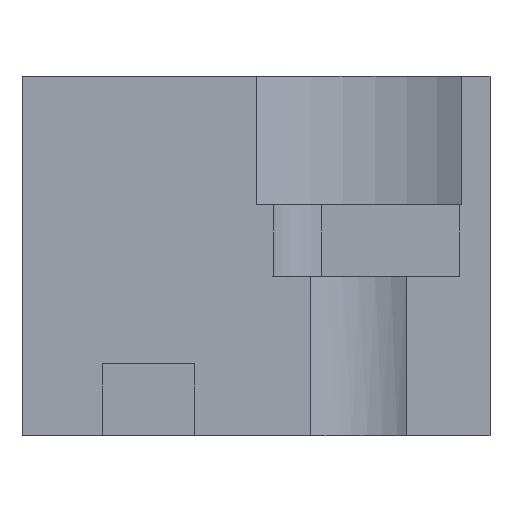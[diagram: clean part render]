
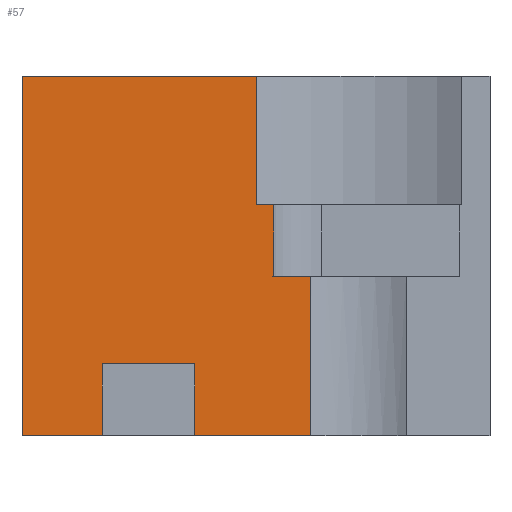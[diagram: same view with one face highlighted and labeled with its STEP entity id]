
A CAD part, front view. The second image highlights one B-rep face of the part: STEP entity #57.
In plain terms, the highlighted planar face has unit normal (0, -1, 0).
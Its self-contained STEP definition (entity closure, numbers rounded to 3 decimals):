
#5 = DIRECTION ( 'NONE',  ( 0., 0., 1. ) ) ;
#16 = DIRECTION ( 'NONE',  ( 0., 0., -1. ) ) ;
#17 = ORIENTED_EDGE ( 'NONE', *, *, #677, .T. ) ;
#21 = CARTESIAN_POINT ( 'NONE',  ( -88.329, -75.492, 0. ) ) ;
#24 = VECTOR ( 'NONE', #791, 1000. ) ;
#41 = VERTEX_POINT ( 'NONE', #1190 ) ;
#51 = CARTESIAN_POINT ( 'NONE',  ( 0., -75.492, 31. ) ) ;
#56 = VERTEX_POINT ( 'NONE', #842 ) ;
#57 = ADVANCED_FACE ( 'NONE', ( #915 ), #1101, .T. ) ;
#58 = CARTESIAN_POINT ( 'NONE',  ( -2.664, -75.492, 45. ) ) ;
#61 = DIRECTION ( 'NONE',  ( -1., 0., 0. ) ) ;
#62 = ORIENTED_EDGE ( 'NONE', *, *, #214, .T. ) ;
#86 = EDGE_CURVE ( 'NONE', #1053, #56, #1105, .T. ) ;
#94 = EDGE_CURVE ( 'NONE', #686, #767, #568, .T. ) ;
#96 = DIRECTION ( 'NONE',  ( 1., 0., 0. ) ) ;
#116 = VERTEX_POINT ( 'NONE', #206 ) ;
#117 = VECTOR ( 'NONE', #16, 1000. ) ;
#131 = DIRECTION ( 'NONE',  ( -1., 0., 0. ) ) ;
#178 = ORIENTED_EDGE ( 'NONE', *, *, #464, .F. ) ;
#182 = CARTESIAN_POINT ( 'NONE',  ( -39.217, -75.492, 31. ) ) ;
#187 = LINE ( 'NONE', #1034, #764 ) ;
#192 = DIRECTION ( 'NONE',  ( 1., 0., 0. ) ) ;
#193 = CARTESIAN_POINT ( 'NONE',  ( -42.672, -75.492, 45. ) ) ;
#206 = CARTESIAN_POINT ( 'NONE',  ( -72.668, -75.492, 0. ) ) ;
#209 = ORIENTED_EDGE ( 'NONE', *, *, #533, .T. ) ;
#214 = EDGE_CURVE ( 'NONE', #503, #116, #187, .T. ) ;
#215 = CARTESIAN_POINT ( 'NONE',  ( -54.668, -75.492, 32.517 ) ) ;
#261 = ORIENTED_EDGE ( 'NONE', *, *, #86, .T. ) ;
#284 = CARTESIAN_POINT ( 'NONE',  ( -72.668, -75.492, 14. ) ) ;
#291 = CARTESIAN_POINT ( 'NONE',  ( -42.672, -75.492, 70. ) ) ;
#311 = ORIENTED_EDGE ( 'NONE', *, *, #716, .F. ) ;
#319 = VECTOR ( 'NONE', #192, 1000. ) ;
#321 = CARTESIAN_POINT ( 'NONE',  ( -88.329, -75.492, 70. ) ) ;
#338 = ORIENTED_EDGE ( 'NONE', *, *, #928, .T. ) ;
#342 = CARTESIAN_POINT ( 'NONE',  ( -88.329, -75.492, 70. ) ) ;
#345 = LINE ( 'NONE', #603, #1165 ) ;
#355 = EDGE_CURVE ( 'NONE', #56, #494, #690, .T. ) ;
#398 = VERTEX_POINT ( 'NONE', #724 ) ;
#415 = ORIENTED_EDGE ( 'NONE', *, *, #667, .T. ) ;
#428 = CARTESIAN_POINT ( 'NONE',  ( -88.329, -75.492, 0. ) ) ;
#429 = VERTEX_POINT ( 'NONE', #182 ) ;
#453 = DIRECTION ( 'NONE',  ( 0., 0., -1. ) ) ;
#460 = ORIENTED_EDGE ( 'NONE', *, *, #94, .T. ) ;
#464 = EDGE_CURVE ( 'NONE', #484, #429, #833, .T. ) ;
#484 = VERTEX_POINT ( 'NONE', #671 ) ;
#494 = VERTEX_POINT ( 'NONE', #1127 ) ;
#495 = VECTOR ( 'NONE', #970, 1000. ) ;
#503 = VERTEX_POINT ( 'NONE', #21 ) ;
#530 = ORIENTED_EDGE ( 'NONE', *, *, #883, .F. ) ;
#532 = VERTEX_POINT ( 'NONE', #1015 ) ;
#533 = EDGE_CURVE ( 'NONE', #398, #686, #843, .T. ) ;
#568 = LINE ( 'NONE', #291, #989 ) ;
#599 = VECTOR ( 'NONE', #5, 1000. ) ;
#600 = VECTOR ( 'NONE', #453, 1000. ) ;
#602 = DIRECTION ( 'NONE',  ( 0., 0., -1. ) ) ;
#603 = CARTESIAN_POINT ( 'NONE',  ( -32.039, -75.492, 0. ) ) ;
#623 = EDGE_LOOP ( 'NONE', ( #530, #969, #178, #415, #209, #460, #17, #62, #311, #261, #1031, #338 ) ) ;
#650 = CARTESIAN_POINT ( 'NONE',  ( 0., -75.492, 0. ) ) ;
#654 = VECTOR ( 'NONE', #61, 1000. ) ;
#667 = EDGE_CURVE ( 'NONE', #484, #398, #1074, .T. ) ;
#671 = CARTESIAN_POINT ( 'NONE',  ( -39.217, -75.492, 45. ) ) ;
#677 = EDGE_CURVE ( 'NONE', #767, #503, #1158, .T. ) ;
#684 = AXIS2_PLACEMENT_3D ( 'NONE', #650, #1014, #96 ) ;
#686 = VERTEX_POINT ( 'NONE', #797 ) ;
#690 = LINE ( 'NONE', #215, #944 ) ;
#716 = EDGE_CURVE ( 'NONE', #1053, #116, #1145, .T. ) ;
#724 = CARTESIAN_POINT ( 'NONE',  ( -42.672, -75.492, 45. ) ) ;
#764 = VECTOR ( 'NONE', #860, 1000. ) ;
#767 = VERTEX_POINT ( 'NONE', #321 ) ;
#791 = DIRECTION ( 'NONE',  ( 1., 0., 0. ) ) ;
#797 = CARTESIAN_POINT ( 'NONE',  ( -42.672, -75.492, 70. ) ) ;
#812 = DIRECTION ( 'NONE',  ( 0., 0., -1. ) ) ;
#830 = EDGE_CURVE ( 'NONE', #532, #429, #885, .T. ) ;
#833 = LINE ( 'NONE', #1119, #117 ) ;
#842 = CARTESIAN_POINT ( 'NONE',  ( -54.668, -75.492, 14. ) ) ;
#843 = LINE ( 'NONE', #193, #599 ) ;
#860 = DIRECTION ( 'NONE',  ( 1., 0., 0. ) ) ;
#883 = EDGE_CURVE ( 'NONE', #532, #41, #345, .T. ) ;
#885 = LINE ( 'NONE', #51, #654 ) ;
#888 = LINE ( 'NONE', #428, #24 ) ;
#911 = CARTESIAN_POINT ( 'NONE',  ( -72.668, -75.492, 14. ) ) ;
#915 = FACE_OUTER_BOUND ( 'NONE', #623, .T. ) ;
#928 = EDGE_CURVE ( 'NONE', #494, #41, #888, .T. ) ;
#944 = VECTOR ( 'NONE', #602, 1000. ) ;
#969 = ORIENTED_EDGE ( 'NONE', *, *, #830, .T. ) ;
#970 = DIRECTION ( 'NONE',  ( 0., 0., -1. ) ) ;
#977 = DIRECTION ( 'NONE',  ( -1., 0., 0. ) ) ;
#989 = VECTOR ( 'NONE', #131, 1000. ) ;
#1014 = DIRECTION ( 'NONE',  ( 0., -1., 0. ) ) ;
#1015 = CARTESIAN_POINT ( 'NONE',  ( -32.039, -75.492, 31. ) ) ;
#1031 = ORIENTED_EDGE ( 'NONE', *, *, #355, .T. ) ;
#1034 = CARTESIAN_POINT ( 'NONE',  ( -88.329, -75.492, 0. ) ) ;
#1053 = VERTEX_POINT ( 'NONE', #284 ) ;
#1054 = VECTOR ( 'NONE', #977, 1000. ) ;
#1055 = CARTESIAN_POINT ( 'NONE',  ( -72.668, -75.492, 32.517 ) ) ;
#1074 = LINE ( 'NONE', #58, #1054 ) ;
#1101 = PLANE ( 'NONE',  #684 ) ;
#1105 = LINE ( 'NONE', #911, #319 ) ;
#1119 = CARTESIAN_POINT ( 'NONE',  ( -39.217, -75.492, 31. ) ) ;
#1127 = CARTESIAN_POINT ( 'NONE',  ( -54.668, -75.492, 0. ) ) ;
#1145 = LINE ( 'NONE', #1055, #495 ) ;
#1158 = LINE ( 'NONE', #342, #600 ) ;
#1165 = VECTOR ( 'NONE', #812, 1000. ) ;
#1190 = CARTESIAN_POINT ( 'NONE',  ( -32.039, -75.492, 0. ) ) ;
